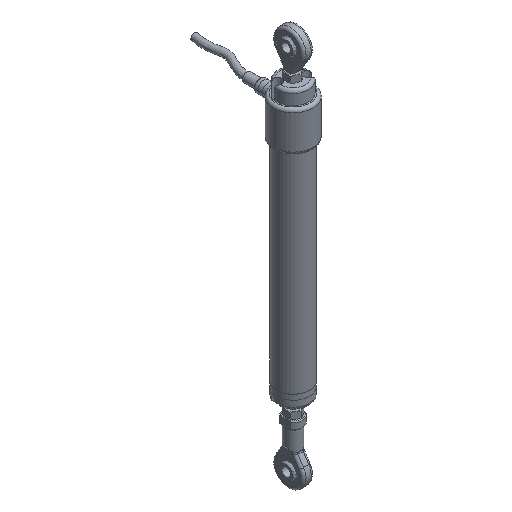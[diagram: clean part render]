
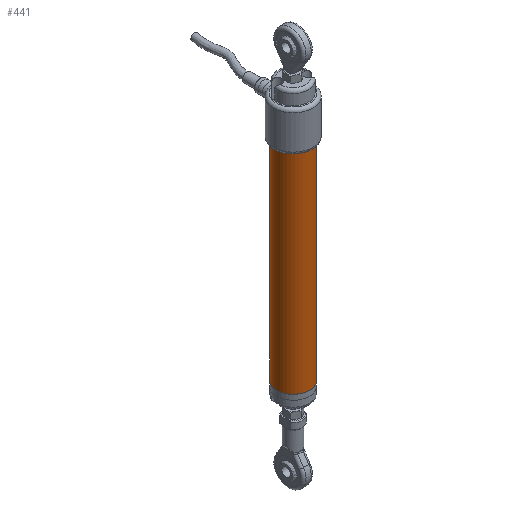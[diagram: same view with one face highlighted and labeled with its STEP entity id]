
A CAD part, isometric view. The second image highlights one B-rep face of the part: STEP entity #441.
In plain terms, the highlighted cylindrical face has radius 9.5 mm (diameter 19 mm), a full revolution.
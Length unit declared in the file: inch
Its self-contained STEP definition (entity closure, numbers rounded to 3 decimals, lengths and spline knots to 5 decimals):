
#441 = ADVANCED_FACE ( 'NONE', ( #13967, #19423 ), #8824, .T. ) ;
#554 = CARTESIAN_POINT ( 'NONE',  ( 0.37402, 0., -5.27559 ) ) ;
#1362 = AXIS2_PLACEMENT_3D ( 'NONE', #20398, #18668, #1444 ) ;
#1444 = DIRECTION ( 'NONE',  ( 1., 0., 0. ) ) ;
#2268 = VERTEX_POINT ( 'NONE', #554 ) ;
#3806 = DIRECTION ( 'NONE',  ( 0., 0., 1. ) ) ;
#3898 = AXIS2_PLACEMENT_3D ( 'NONE', #8712, #3806, #20918 ) ;
#6917 = AXIS2_PLACEMENT_3D ( 'NONE', #12607, #16253, #12848 ) ;
#7253 = EDGE_CURVE ( 'NONE', #2268, #2268, #20316, .T. ) ;
#7732 = VERTEX_POINT ( 'NONE', #16510 ) ;
#8712 = CARTESIAN_POINT ( 'NONE',  ( 0., 0., -5.27559 ) ) ;
#8824 = CYLINDRICAL_SURFACE ( 'NONE', #3898, 0.37402 ) ;
#12372 = CIRCLE ( 'NONE', #6917, 0.37402 ) ;
#12607 = CARTESIAN_POINT ( 'NONE',  ( 0., 0., 0. ) ) ;
#12848 = DIRECTION ( 'NONE',  ( 1., 0., 0. ) ) ;
#13192 = ORIENTED_EDGE ( 'NONE', *, *, #7253, .T. ) ;
#13281 = ORIENTED_EDGE ( 'NONE', *, *, #21458, .F. ) ;
#13967 = FACE_OUTER_BOUND ( 'NONE', #15896, .T. ) ;
#15896 = EDGE_LOOP ( 'NONE', ( #13192 ) ) ;
#16253 = DIRECTION ( 'NONE',  ( 0., 0., 1. ) ) ;
#16510 = CARTESIAN_POINT ( 'NONE',  ( 0.37402, 0., 0. ) ) ;
#18668 = DIRECTION ( 'NONE',  ( 0., 0., 1. ) ) ;
#19423 = FACE_OUTER_BOUND ( 'NONE', #20873, .T. ) ;
#20316 = CIRCLE ( 'NONE', #1362, 0.37402 ) ;
#20398 = CARTESIAN_POINT ( 'NONE',  ( 0., 0., -5.27559 ) ) ;
#20873 = EDGE_LOOP ( 'NONE', ( #13281 ) ) ;
#20918 = DIRECTION ( 'NONE',  ( 1., 0., 0. ) ) ;
#21458 = EDGE_CURVE ( 'NONE', #7732, #7732, #12372, .T. ) ;
